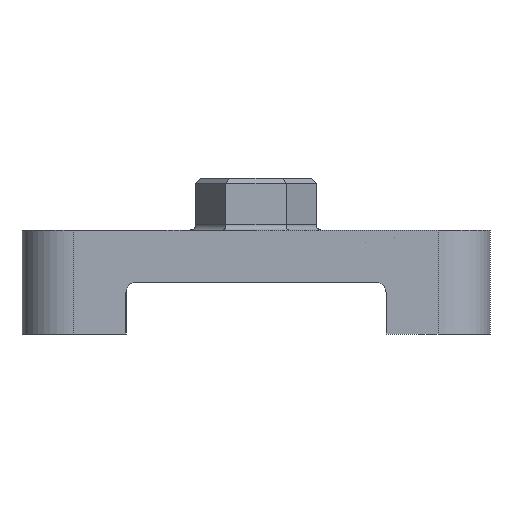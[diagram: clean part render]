
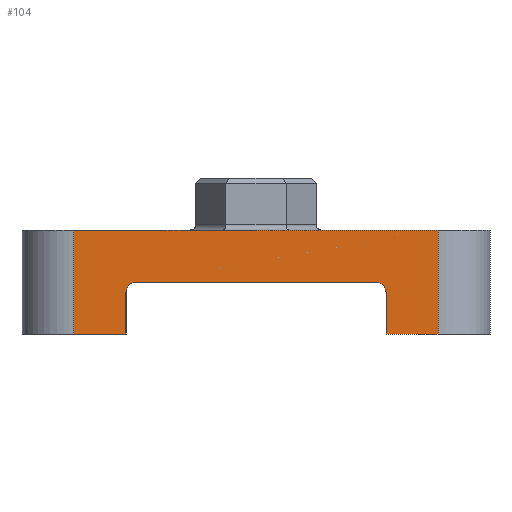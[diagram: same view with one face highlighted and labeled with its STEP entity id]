
A CAD part, left-side view. The second image highlights one B-rep face of the part: STEP entity #104.
In plain terms, the highlighted planar face has unit normal (-1, 0, 0).
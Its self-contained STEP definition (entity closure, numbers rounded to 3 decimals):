
#104=ADVANCED_FACE('',(#217),#1935,.T.);
#217=FACE_OUTER_BOUND('',#351,.T.);
#351=EDGE_LOOP('',(#824,#825,#826,#827,#828,#829,#830,#831,#832,#833));
#824=ORIENTED_EDGE('',*,*,#1238,.F.);
#825=ORIENTED_EDGE('',*,*,#1070,.F.);
#826=ORIENTED_EDGE('',*,*,#1240,.T.);
#827=ORIENTED_EDGE('',*,*,#1228,.T.);
#828=ORIENTED_EDGE('',*,*,#1241,.T.);
#829=ORIENTED_EDGE('',*,*,#1110,.T.);
#830=ORIENTED_EDGE('',*,*,#1120,.T.);
#831=ORIENTED_EDGE('',*,*,#1140,.T.);
#832=ORIENTED_EDGE('',*,*,#1143,.T.);
#833=ORIENTED_EDGE('',*,*,#1236,.T.);
#1070=EDGE_CURVE('',#1686,#1687,#1474,.T.);
#1110=EDGE_CURVE('',#1754,#1753,#1340,.T.);
#1120=EDGE_CURVE('',#1753,#1770,#1512,.T.);
#1140=EDGE_CURVE('',#1770,#1808,#1342,.T.);
#1143=EDGE_CURVE('',#1808,#1810,#1533,.T.);
#1228=EDGE_CURVE('',#1832,#1831,#1588,.T.);
#1236=EDGE_CURVE('',#1810,#1838,#1594,.T.);
#1238=EDGE_CURVE('',#1687,#1838,#1595,.T.);
#1240=EDGE_CURVE('',#1686,#1832,#1596,.T.);
#1241=EDGE_CURVE('',#1831,#1754,#1597,.T.);
#1340=(
BOUNDED_CURVE()
B_SPLINE_CURVE(2,(#3521,#3522,#3523),.UNSPECIFIED.,.F.,.F.)
B_SPLINE_CURVE_WITH_KNOTS((3,3),(-15.708,0.),.UNSPECIFIED.)
CURVE()
GEOMETRIC_REPRESENTATION_ITEM()
RATIONAL_B_SPLINE_CURVE((1.,0.707,1.))
REPRESENTATION_ITEM('')
);
#1342=(
BOUNDED_CURVE()
B_SPLINE_CURVE(2,(#3583,#3584,#3585),.UNSPECIFIED.,.F.,.F.)
B_SPLINE_CURVE_WITH_KNOTS((3,3),(-15.708,0.),.UNSPECIFIED.)
CURVE()
GEOMETRIC_REPRESENTATION_ITEM()
RATIONAL_B_SPLINE_CURVE((1.,0.707,1.))
REPRESENTATION_ITEM('')
);
#1474=B_SPLINE_CURVE_WITH_KNOTS('',1,(#3414,#3415),.UNSPECIFIED.,.F.,.F.,
(2,2),(-350.,0.),.UNSPECIFIED.);
#1512=B_SPLINE_CURVE_WITH_KNOTS('',1,(#3542,#3543),.UNSPECIFIED.,.F.,.F.,
(2,2),(0.,230.),.UNSPECIFIED.);
#1533=B_SPLINE_CURVE_WITH_KNOTS('',1,(#3590,#3591),.UNSPECIFIED.,.F.,.F.,
(2,2),(0.,40.),.UNSPECIFIED.);
#1588=B_SPLINE_CURVE_WITH_KNOTS('',1,(#3798,#3799),.UNSPECIFIED.,.F.,.F.,
(2,2),(0.,50.),.UNSPECIFIED.);
#1594=B_SPLINE_CURVE_WITH_KNOTS('',1,(#3816,#3817),.UNSPECIFIED.,.F.,.F.,
(2,2),(0.,50.),.UNSPECIFIED.);
#1595=B_SPLINE_CURVE_WITH_KNOTS('',1,(#3821,#3822),.UNSPECIFIED.,.F.,.F.,
(2,2),(0.,100.),.UNSPECIFIED.);
#1596=B_SPLINE_CURVE_WITH_KNOTS('',1,(#3826,#3827),.UNSPECIFIED.,.F.,.F.,
(2,2),(-100.,0.),.UNSPECIFIED.);
#1597=B_SPLINE_CURVE_WITH_KNOTS('',1,(#3828,#3829),.UNSPECIFIED.,.F.,.F.,
(2,2),(0.,40.),.UNSPECIFIED.);
#1686=VERTEX_POINT('',#3097);
#1687=VERTEX_POINT('',#3098);
#1753=VERTEX_POINT('',#3164);
#1754=VERTEX_POINT('',#3165);
#1770=VERTEX_POINT('',#3181);
#1808=VERTEX_POINT('',#3219);
#1810=VERTEX_POINT('',#3221);
#1831=VERTEX_POINT('',#3242);
#1832=VERTEX_POINT('',#3243);
#1838=VERTEX_POINT('',#3249);
#1935=PLANE('',#2079);
#2079=AXIS2_PLACEMENT_3D('',#2705,#2138,$);
#2138=DIRECTION('',(-1.,0.,0.));
#2705=CARTESIAN_POINT('',(-400.,-210.12,-10.12));
#3097=CARTESIAN_POINT('',(-400.,175.,100.));
#3098=CARTESIAN_POINT('',(-400.,-175.,100.));
#3164=CARTESIAN_POINT('',(-400.,115.,50.));
#3165=CARTESIAN_POINT('',(-400.,125.,40.));
#3181=CARTESIAN_POINT('',(-400.,-115.,50.));
#3219=CARTESIAN_POINT('',(-400.,-125.,40.));
#3221=CARTESIAN_POINT('',(-400.,-125.,0.));
#3242=CARTESIAN_POINT('',(-400.,125.,0.));
#3243=CARTESIAN_POINT('',(-400.,175.,0.));
#3249=CARTESIAN_POINT('',(-400.,-175.,0.));
#3414=CARTESIAN_POINT('',(-400.,175.,100.));
#3415=CARTESIAN_POINT('',(-400.,-175.,100.));
#3521=CARTESIAN_POINT('',(-400.,125.,40.));
#3522=CARTESIAN_POINT('',(-400.,125.,50.));
#3523=CARTESIAN_POINT('',(-400.,115.,50.));
#3542=CARTESIAN_POINT('',(-400.,115.,50.));
#3543=CARTESIAN_POINT('',(-400.,-115.,50.));
#3583=CARTESIAN_POINT('',(-400.,-115.,50.));
#3584=CARTESIAN_POINT('',(-400.,-125.,50.));
#3585=CARTESIAN_POINT('',(-400.,-125.,40.));
#3590=CARTESIAN_POINT('',(-400.,-125.,40.));
#3591=CARTESIAN_POINT('',(-400.,-125.,0.));
#3798=CARTESIAN_POINT('',(-400.,175.,0.));
#3799=CARTESIAN_POINT('',(-400.,125.,0.));
#3816=CARTESIAN_POINT('',(-400.,-125.,0.));
#3817=CARTESIAN_POINT('',(-400.,-175.,0.));
#3821=CARTESIAN_POINT('',(-400.,-175.,100.));
#3822=CARTESIAN_POINT('',(-400.,-175.,0.));
#3826=CARTESIAN_POINT('',(-400.,175.,100.));
#3827=CARTESIAN_POINT('',(-400.,175.,0.));
#3828=CARTESIAN_POINT('',(-400.,125.,0.));
#3829=CARTESIAN_POINT('',(-400.,125.,40.));
